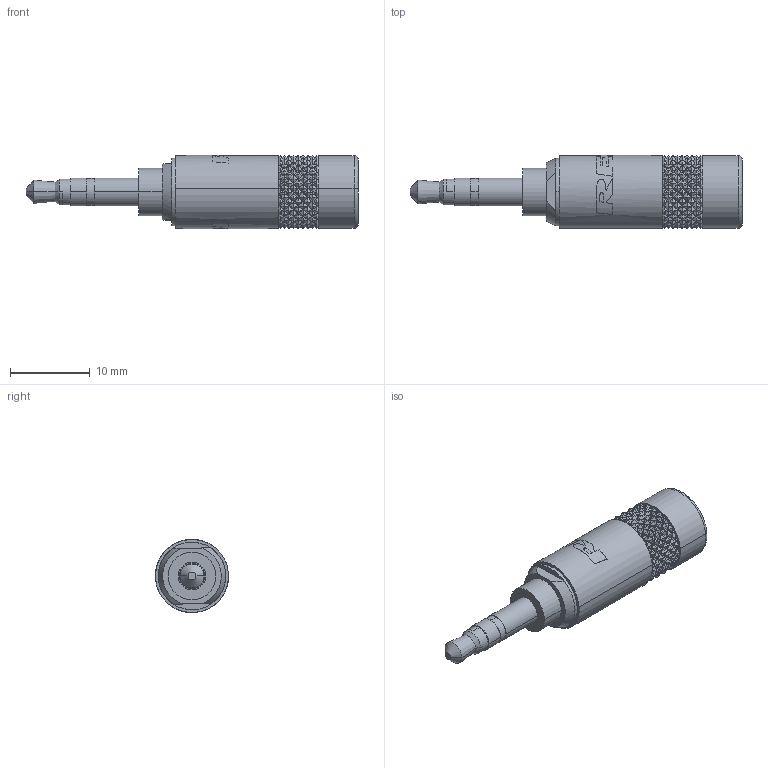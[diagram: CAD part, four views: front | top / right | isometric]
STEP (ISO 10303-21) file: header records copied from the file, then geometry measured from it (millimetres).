
FILE_DESCRIPTION((''),'2;1');
FILE_NAME('PRT0073','2021-03-17T',('zyj'),(''),'PRO/ENGINEER BY PARAMETRIC TECHNOLOGY CORPORATION, 2013040','PRO/ENGINEER BY PARAMETRIC TECHNOLOGY CORPORATION, 2013040','');
FILE_SCHEMA(('CONFIG_CONTROL_DESIGN','SHAPE_APPEARANCE_LAYERS_GROUPS'));
Products named in the file (1): PRT0073
Bounding box: 41.75 x 9.2 x 9.2 mm (x, y, z)
Volume: 1161.1 mm3; surface area: 1760.9 mm2
Topology: 1 solids, 2 shells, 1297 faces, 3335 edges, 2201 vertices
Faces by surface type: bspline 981, cylinder 217, plane 74, cone 17, torus 6, extrusion 2
Entity records: 61006 total; most frequent: CARTESIAN_POINT 37869, ORIENTED_EDGE 6666, EDGE_CURVE 3333, B_SPLINE_CURVE_WITH_KNOTS 2932, VERTEX_POINT 2201, EDGE_LOOP 1472, FACE_OUTER_BOUND 1297, ADVANCED_FACE 1297
